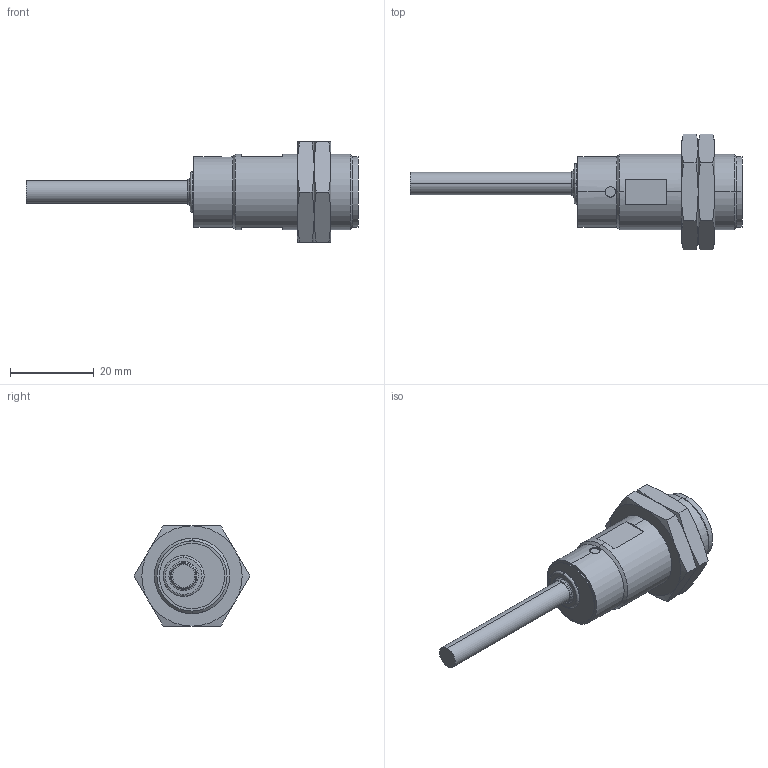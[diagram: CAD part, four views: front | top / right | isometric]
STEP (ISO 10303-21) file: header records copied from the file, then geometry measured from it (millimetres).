
FILE_DESCRIPTION (( 'STEP AP214' ), '1' );
FILE_NAME ('WSK-A0-3E.STEP', '2017-11-14T14:55:47', ( '' ), ( '' ), 'SwSTEP 2.0', 'SolidWorks 2017', '' );
FILE_SCHEMA (( 'AUTOMOTIVE_DESIGN' ));
Length unit declared in the file: inch
Products named in the file (3): WSK-A0-3E-BODY; WSK-A0-3E-M18x1; WSK-A0-3E
Assembly tree (3 placements, depth 2):
  WSK-A0-3E
    WSK-A0-3E-BODY
    WSK-A0-3E-M18x1  x2
Bounding box: 79.5 x 27.71 x 24 mm (x, y, z)
Volume: 12717 mm3; surface area: 5418.3 mm2
Topology: 3 solids, 3 shells, 91 faces, 197 edges, 118 vertices
Faces by surface type: cone 38, plane 31, cylinder 18, bspline 4
Entity records: 2130 total; most frequent: CARTESIAN_POINT 606, DIRECTION 309, ORIENTED_EDGE 282, EDGE_CURVE 141, AXIS2_PLACEMENT_3D 133, VERTEX_POINT 86, EDGE_LOOP 73, CIRCLE 66
